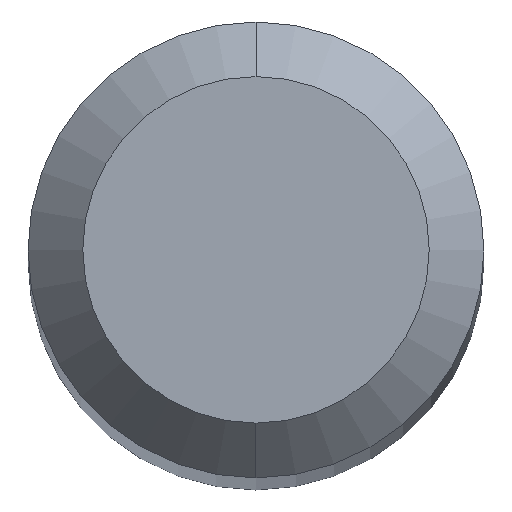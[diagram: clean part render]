
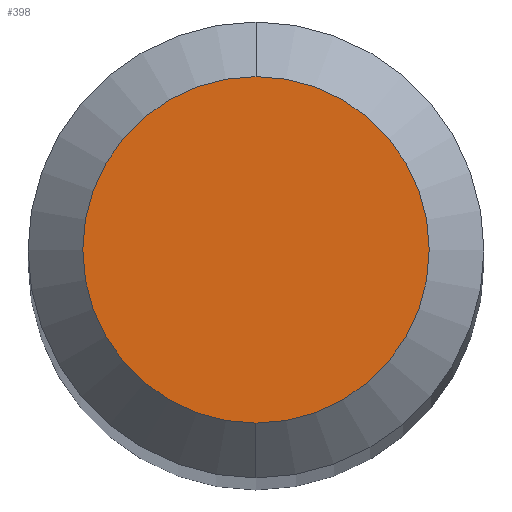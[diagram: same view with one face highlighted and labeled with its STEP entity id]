
A CAD part, top view. The second image highlights one B-rep face of the part: STEP entity #398.
In plain terms, the highlighted planar face has unit normal (0, 0, 1).
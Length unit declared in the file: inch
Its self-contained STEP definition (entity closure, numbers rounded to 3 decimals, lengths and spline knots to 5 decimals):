
#1 = DIRECTION ( 'NONE',  ( 0., 0., 1. ) ) ;
#19 = EDGE_CURVE ( 'NONE', #336, #102, #218, .T. ) ;
#29 = EDGE_LOOP ( 'NONE', ( #139, #432 ) ) ;
#67 = AXIS2_PLACEMENT_3D ( 'NONE', #202, #455, #456 ) ;
#69 = CARTESIAN_POINT ( 'NONE',  ( 0., 0.0475, 0. ) ) ;
#102 = VERTEX_POINT ( 'NONE', #149 ) ;
#139 = ORIENTED_EDGE ( 'NONE', *, *, #19, .T. ) ;
#149 = CARTESIAN_POINT ( 'NONE',  ( 0., -0.0475, 0. ) ) ;
#189 = DIRECTION ( 'NONE',  ( 0., -1., 0. ) ) ;
#202 = CARTESIAN_POINT ( 'NONE',  ( 0., 0., 0. ) ) ;
#217 = EDGE_CURVE ( 'NONE', #102, #336, #489, .T. ) ;
#218 = CIRCLE ( 'NONE', #238, 0.0475 ) ;
#222 = CARTESIAN_POINT ( 'NONE',  ( 0., 0., 0. ) ) ;
#238 = AXIS2_PLACEMENT_3D ( 'NONE', #222, #1, #189 ) ;
#240 = AXIS2_PLACEMENT_3D ( 'NONE', #69, #333, #378 ) ;
#300 = CARTESIAN_POINT ( 'NONE',  ( 0., 0.0475, 0. ) ) ;
#333 = DIRECTION ( 'NONE',  ( 0., 0., -1. ) ) ;
#336 = VERTEX_POINT ( 'NONE', #300 ) ;
#378 = DIRECTION ( 'NONE',  ( 0., 1., 0. ) ) ;
#398 = ADVANCED_FACE ( 'NONE', ( #427 ), #461, .F. ) ;
#427 = FACE_OUTER_BOUND ( 'NONE', #29, .T. ) ;
#432 = ORIENTED_EDGE ( 'NONE', *, *, #217, .T. ) ;
#455 = DIRECTION ( 'NONE',  ( 0., 0., 1. ) ) ;
#456 = DIRECTION ( 'NONE',  ( 0., -1., 0. ) ) ;
#461 = PLANE ( 'NONE',  #240 ) ;
#489 = CIRCLE ( 'NONE', #67, 0.0475 ) ;
